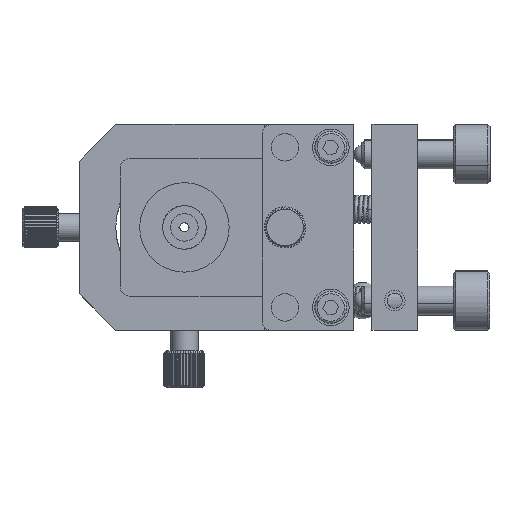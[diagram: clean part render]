
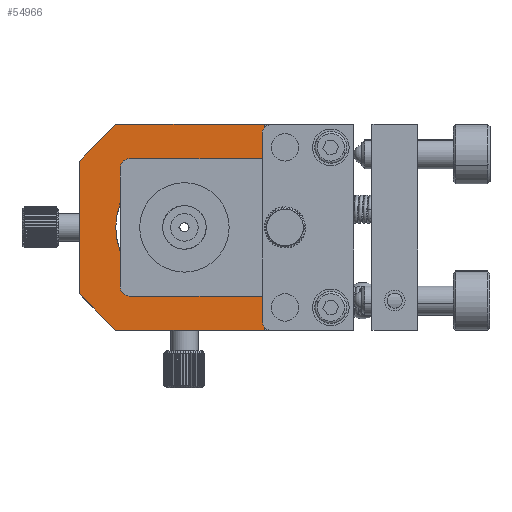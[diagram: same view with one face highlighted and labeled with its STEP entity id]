
A CAD part, left-side view. The second image highlights one B-rep face of the part: STEP entity #54966.
In plain terms, the highlighted planar face has unit normal (-1, 0, 0).
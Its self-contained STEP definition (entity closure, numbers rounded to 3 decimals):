
#707 = CARTESIAN_POINT ( 'NONE',  ( 28., 55., 14.5 ) ) ;
#745 = VERTEX_POINT ( 'NONE', #60847 ) ;
#776 = VERTEX_POINT ( 'NONE', #903 ) ;
#903 = CARTESIAN_POINT ( 'NONE',  ( 28., 0., 15.25 ) ) ;
#1012 = ORIENTED_EDGE ( 'NONE', *, *, #56127, .T. ) ;
#2372 = CIRCLE ( 'NONE', #22446, 2.25 ) ;
#2793 = EDGE_CURVE ( 'NONE', #6602, #57950, #33305, .T. ) ;
#2823 = CARTESIAN_POINT ( 'NONE',  ( 28., 10., -17.5 ) ) ;
#2911 = LINE ( 'NONE', #41219, #37195 ) ;
#2946 = VERTEX_POINT ( 'NONE', #58818 ) ;
#3192 = CARTESIAN_POINT ( 'NONE',  ( 28., 0., -17.5 ) ) ;
#3295 = CIRCLE ( 'NONE', #21713, 2.25 ) ;
#4634 = CARTESIAN_POINT ( 'NONE',  ( 28., 10., 17.5 ) ) ;
#4804 = CARTESIAN_POINT ( 'NONE',  ( 28., 0., 17.5 ) ) ;
#5659 = VERTEX_POINT ( 'NONE', #60912 ) ;
#6111 = VERTEX_POINT ( 'NONE', #60835 ) ;
#6602 = VERTEX_POINT ( 'NONE', #59621 ) ;
#7063 = FACE_BOUND ( 'NONE', #62656, .T. ) ;
#8194 = DIRECTION ( 'NONE',  ( 0., 0., 1. ) ) ;
#8230 = EDGE_CURVE ( 'NONE', #52659, #46350, #24155, .T. ) ;
#8455 = EDGE_CURVE ( 'NONE', #5659, #2946, #2372, .T. ) ;
#8942 = CARTESIAN_POINT ( 'NONE',  ( 28., 10., -20.5 ) ) ;
#9178 = VERTEX_POINT ( 'NONE', #39802 ) ;
#9352 = VERTEX_POINT ( 'NONE', #28060 ) ;
#9786 = EDGE_CURVE ( 'NONE', #34097, #9352, #56744, .T. ) ;
#10532 = DIRECTION ( 'NONE',  ( 0., 0., -1. ) ) ;
#11124 = DIRECTION ( 'NONE',  ( 0., 1., 0. ) ) ;
#12569 = CARTESIAN_POINT ( 'NONE',  ( 28., 0., -17.5 ) ) ;
#12598 = EDGE_CURVE ( 'NONE', #46350, #9178, #64366, .T. ) ;
#13668 = ORIENTED_EDGE ( 'NONE', *, *, #49897, .F. ) ;
#14335 = EDGE_LOOP ( 'NONE', ( #46996, #22742 ) ) ;
#14371 = CIRCLE ( 'NONE', #34785, 3. ) ;
#14698 = VERTEX_POINT ( 'NONE', #57774 ) ;
#14839 = DIRECTION ( 'NONE',  ( 1., 0., 0. ) ) ;
#15122 = ORIENTED_EDGE ( 'NONE', *, *, #53322, .T. ) ;
#15858 = EDGE_CURVE ( 'NONE', #2946, #5659, #19641, .T. ) ;
#18100 = DIRECTION ( 'NONE',  ( 0., 0., -1. ) ) ;
#19477 = DIRECTION ( 'NONE',  ( 0., 0., -1. ) ) ;
#19641 = CIRCLE ( 'NONE', #53623, 2.25 ) ;
#19997 = EDGE_CURVE ( 'NONE', #9178, #53874, #55184, .T. ) ;
#20068 = ORIENTED_EDGE ( 'NONE', *, *, #8455, .T. ) ;
#20343 = CARTESIAN_POINT ( 'NONE',  ( 28., 10., -17.5 ) ) ;
#21295 = EDGE_LOOP ( 'NONE', ( #1012, #21588 ) ) ;
#21588 = ORIENTED_EDGE ( 'NONE', *, *, #2793, .T. ) ;
#21713 = AXIS2_PLACEMENT_3D ( 'NONE', #4804, #14839, #24825 ) ;
#22374 = DIRECTION ( 'NONE',  ( 1., 0., 0. ) ) ;
#22446 = AXIS2_PLACEMENT_3D ( 'NONE', #3192, #53273, #22572 ) ;
#22572 = DIRECTION ( 'NONE',  ( 0., 0., -1. ) ) ;
#22742 = ORIENTED_EDGE ( 'NONE', *, *, #9786, .T. ) ;
#22919 = AXIS2_PLACEMENT_3D ( 'NONE', #4634, #44935, #19477 ) ;
#23804 = CIRCLE ( 'NONE', #49613, 2.25 ) ;
#24024 = DIRECTION ( 'NONE',  ( 0., 0., -1. ) ) ;
#24026 = CARTESIAN_POINT ( 'NONE',  ( 28., -5., 22.5 ) ) ;
#24155 = LINE ( 'NONE', #36281, #40558 ) ;
#24457 = DIRECTION ( 'NONE',  ( 1., 0., 0. ) ) ;
#24825 = DIRECTION ( 'NONE',  ( 0., 0., -1. ) ) ;
#26127 = CARTESIAN_POINT ( 'NONE',  ( 28., 32., 15. ) ) ;
#27635 = DIRECTION ( 'NONE',  ( 0., 0.707, 0.707 ) ) ;
#28060 = CARTESIAN_POINT ( 'NONE',  ( 28., 10., 20.5 ) ) ;
#28218 = DIRECTION ( 'NONE',  ( 1., 0., 0. ) ) ;
#29011 = ORIENTED_EDGE ( 'NONE', *, *, #15858, .T. ) ;
#29631 = EDGE_LOOP ( 'NONE', ( #40112, #15122 ) ) ;
#29793 = EDGE_LOOP ( 'NONE', ( #30124, #52729, #44785, #60671, #64070, #13668 ) ) ;
#30124 = ORIENTED_EDGE ( 'NONE', *, *, #48579, .F. ) ;
#30205 = VECTOR ( 'NONE', #52668, 1000. ) ;
#30485 = EDGE_CURVE ( 'NONE', #37241, #776, #23804, .T. ) ;
#31490 = DIRECTION ( 'NONE',  ( 0., -0.707, 0.707 ) ) ;
#31984 = FACE_BOUND ( 'NONE', #14335, .T. ) ;
#32272 = CARTESIAN_POINT ( 'NONE',  ( 28., 55., -14.5 ) ) ;
#32845 = DIRECTION ( 'NONE',  ( 1., 0., 0. ) ) ;
#33206 = DIRECTION ( 'NONE',  ( 0., 0., -1. ) ) ;
#33305 = CIRCLE ( 'NONE', #43024, 15. ) ;
#33863 = DIRECTION ( 'NONE',  ( 1., 0., 0. ) ) ;
#34097 = VERTEX_POINT ( 'NONE', #54290 ) ;
#34785 = AXIS2_PLACEMENT_3D ( 'NONE', #38623, #24457, #24024 ) ;
#34931 = DIRECTION ( 'NONE',  ( 1., 0., 0. ) ) ;
#34946 = CIRCLE ( 'NONE', #61899, 15. ) ;
#35142 = EDGE_CURVE ( 'NONE', #745, #39887, #49125, .T. ) ;
#35312 = DIRECTION ( 'NONE',  ( 0., 0., 1. ) ) ;
#35369 = DIRECTION ( 'NONE',  ( 1., 0., 0. ) ) ;
#35601 = DIRECTION ( 'NONE',  ( 0., 0., -1. ) ) ;
#36276 = AXIS2_PLACEMENT_3D ( 'NONE', #2823, #33863, #8194 ) ;
#36281 = CARTESIAN_POINT ( 'NONE',  ( 28., 55., 14.5 ) ) ;
#37195 = VECTOR ( 'NONE', #11124, 1000. ) ;
#37241 = VERTEX_POINT ( 'NONE', #42361 ) ;
#37659 = ORIENTED_EDGE ( 'NONE', *, *, #53981, .T. ) ;
#38249 = CARTESIAN_POINT ( 'NONE',  ( 28., 47., 22.5 ) ) ;
#38407 = DIRECTION ( 'NONE',  ( 0., 0., -1. ) ) ;
#38623 = CARTESIAN_POINT ( 'NONE',  ( 28., 10., 17.5 ) ) ;
#39802 = CARTESIAN_POINT ( 'NONE',  ( 28., 47., 22.5 ) ) ;
#39887 = VERTEX_POINT ( 'NONE', #8942 ) ;
#40112 = ORIENTED_EDGE ( 'NONE', *, *, #35142, .T. ) ;
#40558 = VECTOR ( 'NONE', #45490, 1000. ) ;
#40580 = FACE_BOUND ( 'NONE', #29631, .T. ) ;
#40779 = CIRCLE ( 'NONE', #36276, 3. ) ;
#40860 = CARTESIAN_POINT ( 'NONE',  ( 28., -5., -22.5 ) ) ;
#41219 = CARTESIAN_POINT ( 'NONE',  ( 28., 47., -22.5 ) ) ;
#42361 = CARTESIAN_POINT ( 'NONE',  ( 28., 0., 19.75 ) ) ;
#43024 = AXIS2_PLACEMENT_3D ( 'NONE', #57298, #32845, #18100 ) ;
#44785 = ORIENTED_EDGE ( 'NONE', *, *, #19997, .F. ) ;
#44935 = DIRECTION ( 'NONE',  ( 1., 0., 0. ) ) ;
#45234 = CARTESIAN_POINT ( 'NONE',  ( 28., 32., 0. ) ) ;
#45268 = FACE_OUTER_BOUND ( 'NONE', #29793, .T. ) ;
#45490 = DIRECTION ( 'NONE',  ( 0., 0., 1. ) ) ;
#46350 = VERTEX_POINT ( 'NONE', #707 ) ;
#46827 = FACE_BOUND ( 'NONE', #50136, .T. ) ;
#46996 = ORIENTED_EDGE ( 'NONE', *, *, #51005, .T. ) ;
#48579 = EDGE_CURVE ( 'NONE', #14698, #6111, #2911, .T. ) ;
#48752 = VECTOR ( 'NONE', #27635, 1000. ) ;
#49125 = CIRCLE ( 'NONE', #63851, 3. ) ;
#49613 = AXIS2_PLACEMENT_3D ( 'NONE', #52238, #22374, #56804 ) ;
#49897 = EDGE_CURVE ( 'NONE', #6111, #52659, #51903, .T. ) ;
#50136 = EDGE_LOOP ( 'NONE', ( #20068, #29011 ) ) ;
#50703 = LINE ( 'NONE', #24026, #60866 ) ;
#51005 = EDGE_CURVE ( 'NONE', #9352, #34097, #14371, .T. ) ;
#51903 = LINE ( 'NONE', #57512, #48752 ) ;
#52238 = CARTESIAN_POINT ( 'NONE',  ( 28., 0., 17.5 ) ) ;
#52659 = VERTEX_POINT ( 'NONE', #32272 ) ;
#52668 = DIRECTION ( 'NONE',  ( 0., -1., 0. ) ) ;
#52729 = ORIENTED_EDGE ( 'NONE', *, *, #55144, .F. ) ;
#53273 = DIRECTION ( 'NONE',  ( 1., 0., 0. ) ) ;
#53322 = EDGE_CURVE ( 'NONE', #39887, #745, #40779, .T. ) ;
#53623 = AXIS2_PLACEMENT_3D ( 'NONE', #12569, #28218, #33206 ) ;
#53874 = VERTEX_POINT ( 'NONE', #62773 ) ;
#53981 = EDGE_CURVE ( 'NONE', #776, #37241, #3295, .T. ) ;
#54290 = CARTESIAN_POINT ( 'NONE',  ( 28., 10., 14.5 ) ) ;
#54966 = ADVANCED_FACE ( 'NONE', ( #46827, #7063, #40580, #45268, #31984, #56229 ), #55222, .F. ) ;
#55144 = EDGE_CURVE ( 'NONE', #53874, #14698, #50703, .T. ) ;
#55159 = DIRECTION ( 'NONE',  ( 1., 0., 0. ) ) ;
#55184 = LINE ( 'NONE', #38249, #30205 ) ;
#55222 = PLANE ( 'NONE',  #62630 ) ;
#56127 = EDGE_CURVE ( 'NONE', #57950, #6602, #34946, .T. ) ;
#56229 = FACE_BOUND ( 'NONE', #21295, .T. ) ;
#56744 = CIRCLE ( 'NONE', #22919, 3. ) ;
#56804 = DIRECTION ( 'NONE',  ( 0., 0., -1. ) ) ;
#56844 = ORIENTED_EDGE ( 'NONE', *, *, #30485, .T. ) ;
#57298 = CARTESIAN_POINT ( 'NONE',  ( 28., 32., 0. ) ) ;
#57512 = CARTESIAN_POINT ( 'NONE',  ( 28., 55., -14.5 ) ) ;
#57774 = CARTESIAN_POINT ( 'NONE',  ( 28., -5., -22.5 ) ) ;
#57950 = VERTEX_POINT ( 'NONE', #26127 ) ;
#58818 = CARTESIAN_POINT ( 'NONE',  ( 28., 0., -15.25 ) ) ;
#59621 = CARTESIAN_POINT ( 'NONE',  ( 28., 32., -15. ) ) ;
#60671 = ORIENTED_EDGE ( 'NONE', *, *, #12598, .F. ) ;
#60835 = CARTESIAN_POINT ( 'NONE',  ( 28., 47., -22.5 ) ) ;
#60847 = CARTESIAN_POINT ( 'NONE',  ( 28., 10., -14.5 ) ) ;
#60866 = VECTOR ( 'NONE', #38407, 1000. ) ;
#60912 = CARTESIAN_POINT ( 'NONE',  ( 28., 0., -19.75 ) ) ;
#61376 = CARTESIAN_POINT ( 'NONE',  ( 28., 47., 22.5 ) ) ;
#61899 = AXIS2_PLACEMENT_3D ( 'NONE', #45234, #34931, #35601 ) ;
#62630 = AXIS2_PLACEMENT_3D ( 'NONE', #40860, #35369, #10532 ) ;
#62656 = EDGE_LOOP ( 'NONE', ( #37659, #56844 ) ) ;
#62773 = CARTESIAN_POINT ( 'NONE',  ( 28., -5., 22.5 ) ) ;
#62774 = VECTOR ( 'NONE', #31490, 1000. ) ;
#63851 = AXIS2_PLACEMENT_3D ( 'NONE', #20343, #55159, #35312 ) ;
#64070 = ORIENTED_EDGE ( 'NONE', *, *, #8230, .F. ) ;
#64366 = LINE ( 'NONE', #61376, #62774 ) ;
